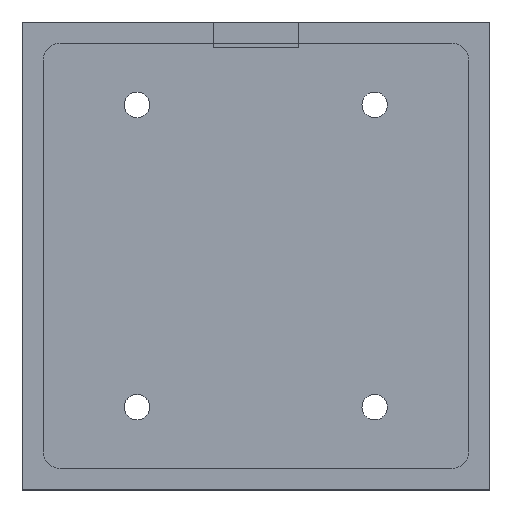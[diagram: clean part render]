
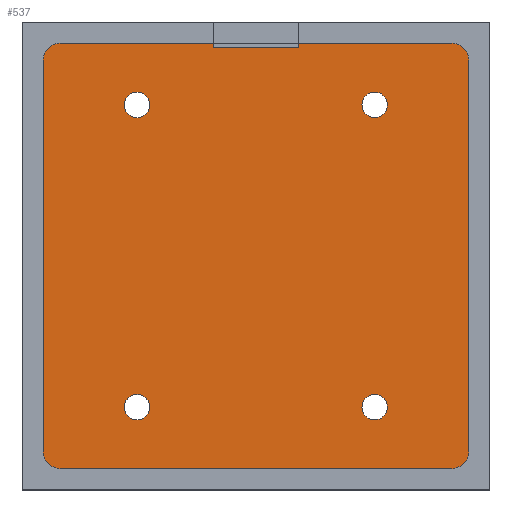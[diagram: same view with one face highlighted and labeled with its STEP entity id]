
A CAD part, top view. The second image highlights one B-rep face of the part: STEP entity #537.
In plain terms, the highlighted planar face has unit normal (0, 0, 1).
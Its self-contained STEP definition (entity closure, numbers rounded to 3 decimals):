
#163 = VERTEX_POINT('',#164);
#164 = CARTESIAN_POINT('',(23.,25.,5.));
#170 = EDGE_CURVE('',#171,#163,#173,.T.);
#171 = VERTEX_POINT('',#172);
#172 = CARTESIAN_POINT('',(25.,23.,5.));
#173 = CIRCLE('',#174,2.);
#174 = AXIS2_PLACEMENT_3D('',#175,#176,#177);
#175 = CARTESIAN_POINT('',(23.,23.,5.));
#176 = DIRECTION('',(0.,-0.,1.));
#177 = DIRECTION('',(0.,1.,0.));
#195 = EDGE_CURVE('',#163,#196,#198,.T.);
#196 = VERTEX_POINT('',#197);
#197 = CARTESIAN_POINT('',(5.,25.,5.));
#198 = LINE('',#199,#200);
#199 = CARTESIAN_POINT('',(25.,25.,5.));
#200 = VECTOR('',#201,1.);
#201 = DIRECTION('',(-1.,0.,0.));
#355 = VERTEX_POINT('',#356);
#356 = CARTESIAN_POINT('',(-5.,25.,5.));
#379 = EDGE_CURVE('',#355,#380,#382,.T.);
#380 = VERTEX_POINT('',#381);
#381 = CARTESIAN_POINT('',(-23.,25.,5.));
#382 = LINE('',#383,#384);
#383 = CARTESIAN_POINT('',(25.,25.,5.));
#384 = VECTOR('',#385,1.);
#385 = DIRECTION('',(-1.,0.,0.));
#403 = EDGE_CURVE('',#404,#380,#406,.T.);
#404 = VERTEX_POINT('',#405);
#405 = CARTESIAN_POINT('',(-25.,23.,5.));
#406 = CIRCLE('',#407,2.);
#407 = AXIS2_PLACEMENT_3D('',#408,#409,#410);
#408 = CARTESIAN_POINT('',(-23.,23.,5.));
#409 = DIRECTION('',(0.,0.,-1.));
#410 = DIRECTION('',(0.,1.,0.));
#428 = EDGE_CURVE('',#404,#429,#431,.T.);
#429 = VERTEX_POINT('',#430);
#430 = CARTESIAN_POINT('',(-25.,-23.,5.));
#431 = LINE('',#432,#433);
#432 = CARTESIAN_POINT('',(-25.,25.,5.));
#433 = VECTOR('',#434,1.);
#434 = DIRECTION('',(0.,-1.,0.));
#452 = VERTEX_POINT('',#453);
#453 = CARTESIAN_POINT('',(-23.,-25.,5.));
#459 = EDGE_CURVE('',#429,#452,#460,.T.);
#460 = CIRCLE('',#461,2.);
#461 = AXIS2_PLACEMENT_3D('',#462,#463,#464);
#462 = CARTESIAN_POINT('',(-23.,-23.,5.));
#463 = DIRECTION('',(0.,-0.,1.));
#464 = DIRECTION('',(0.,1.,0.));
#477 = EDGE_CURVE('',#452,#478,#480,.T.);
#478 = VERTEX_POINT('',#479);
#479 = CARTESIAN_POINT('',(23.,-25.,5.));
#480 = LINE('',#481,#482);
#481 = CARTESIAN_POINT('',(-25.,-25.,5.));
#482 = VECTOR('',#483,1.);
#483 = DIRECTION('',(1.,0.,0.));
#501 = VERTEX_POINT('',#502);
#502 = CARTESIAN_POINT('',(25.,-23.,5.));
#508 = EDGE_CURVE('',#478,#501,#509,.T.);
#509 = CIRCLE('',#510,2.);
#510 = AXIS2_PLACEMENT_3D('',#511,#512,#513);
#511 = CARTESIAN_POINT('',(23.,-23.,5.));
#512 = DIRECTION('',(0.,-0.,1.));
#513 = DIRECTION('',(0.,1.,0.));
#526 = EDGE_CURVE('',#501,#171,#527,.T.);
#527 = LINE('',#528,#529);
#528 = CARTESIAN_POINT('',(25.,-25.,5.));
#529 = VECTOR('',#530,1.);
#530 = DIRECTION('',(0.,1.,0.));
#537 = ADVANCED_FACE('',(#538,#571,#582,#593,#604),#615,.T.);
#538 = FACE_BOUND('',#539,.T.);
#539 = EDGE_LOOP('',(#540,#541,#542,#543,#551,#559,#565,#566,#567,#568,
    #569,#570));
#540 = ORIENTED_EDGE('',*,*,#526,.T.);
#541 = ORIENTED_EDGE('',*,*,#170,.T.);
#542 = ORIENTED_EDGE('',*,*,#195,.T.);
#543 = ORIENTED_EDGE('',*,*,#544,.T.);
#544 = EDGE_CURVE('',#196,#545,#547,.T.);
#545 = VERTEX_POINT('',#546);
#546 = CARTESIAN_POINT('',(5.,24.521,5.));
#547 = LINE('',#548,#549);
#548 = CARTESIAN_POINT('',(5.,27.521,5.));
#549 = VECTOR('',#550,1.);
#550 = DIRECTION('',(0.,-1.,0.));
#551 = ORIENTED_EDGE('',*,*,#552,.T.);
#552 = EDGE_CURVE('',#545,#553,#555,.T.);
#553 = VERTEX_POINT('',#554);
#554 = CARTESIAN_POINT('',(-5.,24.521,5.));
#555 = LINE('',#556,#557);
#556 = CARTESIAN_POINT('',(5.,24.521,5.));
#557 = VECTOR('',#558,1.);
#558 = DIRECTION('',(-1.,0.,0.));
#559 = ORIENTED_EDGE('',*,*,#560,.T.);
#560 = EDGE_CURVE('',#553,#355,#561,.T.);
#561 = LINE('',#562,#563);
#562 = CARTESIAN_POINT('',(-5.,24.521,5.));
#563 = VECTOR('',#564,1.);
#564 = DIRECTION('',(0.,1.,0.));
#565 = ORIENTED_EDGE('',*,*,#379,.T.);
#566 = ORIENTED_EDGE('',*,*,#403,.F.);
#567 = ORIENTED_EDGE('',*,*,#428,.T.);
#568 = ORIENTED_EDGE('',*,*,#459,.T.);
#569 = ORIENTED_EDGE('',*,*,#477,.T.);
#570 = ORIENTED_EDGE('',*,*,#508,.T.);
#571 = FACE_BOUND('',#572,.T.);
#572 = EDGE_LOOP('',(#573));
#573 = ORIENTED_EDGE('',*,*,#574,.F.);
#574 = EDGE_CURVE('',#575,#575,#577,.T.);
#575 = VERTEX_POINT('',#576);
#576 = CARTESIAN_POINT('',(-12.49,-17.77,5.));
#577 = CIRCLE('',#578,1.5);
#578 = AXIS2_PLACEMENT_3D('',#579,#580,#581);
#579 = CARTESIAN_POINT('',(-13.99,-17.77,5.));
#580 = DIRECTION('',(0.,0.,1.));
#581 = DIRECTION('',(1.,0.,0.));
#582 = FACE_BOUND('',#583,.T.);
#583 = EDGE_LOOP('',(#584));
#584 = ORIENTED_EDGE('',*,*,#585,.F.);
#585 = EDGE_CURVE('',#586,#586,#588,.T.);
#586 = VERTEX_POINT('',#587);
#587 = CARTESIAN_POINT('',(15.45,-17.77,5.));
#588 = CIRCLE('',#589,1.5);
#589 = AXIS2_PLACEMENT_3D('',#590,#591,#592);
#590 = CARTESIAN_POINT('',(13.95,-17.77,5.));
#591 = DIRECTION('',(0.,0.,1.));
#592 = DIRECTION('',(1.,0.,0.));
#593 = FACE_BOUND('',#594,.T.);
#594 = EDGE_LOOP('',(#595));
#595 = ORIENTED_EDGE('',*,*,#596,.F.);
#596 = EDGE_CURVE('',#597,#597,#599,.T.);
#597 = VERTEX_POINT('',#598);
#598 = CARTESIAN_POINT('',(-12.49,17.77,5.));
#599 = CIRCLE('',#600,1.5);
#600 = AXIS2_PLACEMENT_3D('',#601,#602,#603);
#601 = CARTESIAN_POINT('',(-13.99,17.77,5.));
#602 = DIRECTION('',(0.,0.,1.));
#603 = DIRECTION('',(1.,0.,0.));
#604 = FACE_BOUND('',#605,.T.);
#605 = EDGE_LOOP('',(#606));
#606 = ORIENTED_EDGE('',*,*,#607,.F.);
#607 = EDGE_CURVE('',#608,#608,#610,.T.);
#608 = VERTEX_POINT('',#609);
#609 = CARTESIAN_POINT('',(15.45,17.77,5.));
#610 = CIRCLE('',#611,1.5);
#611 = AXIS2_PLACEMENT_3D('',#612,#613,#614);
#612 = CARTESIAN_POINT('',(13.95,17.77,5.));
#613 = DIRECTION('',(0.,0.,1.));
#614 = DIRECTION('',(1.,0.,0.));
#615 = PLANE('',#616);
#616 = AXIS2_PLACEMENT_3D('',#617,#618,#619);
#617 = CARTESIAN_POINT('',(0.,0.,5.));
#618 = DIRECTION('',(0.,0.,1.));
#619 = DIRECTION('',(1.,0.,0.));
